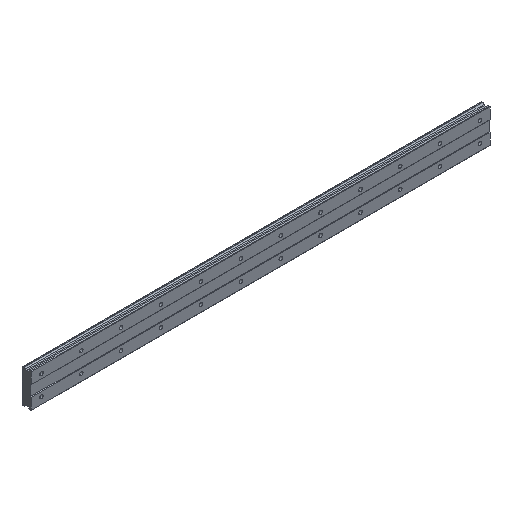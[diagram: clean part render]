
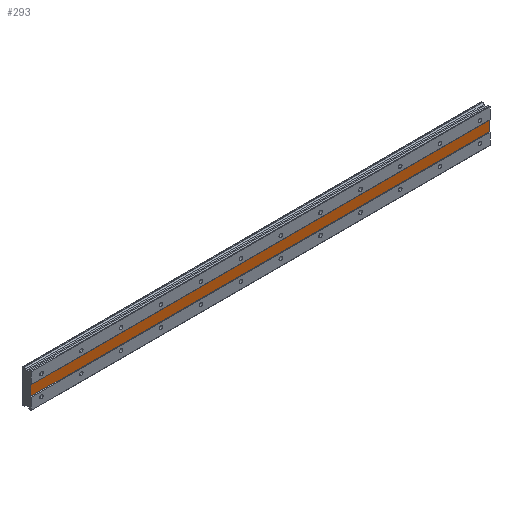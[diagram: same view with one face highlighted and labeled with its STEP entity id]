
A CAD part, isometric view. The second image highlights one B-rep face of the part: STEP entity #293.
In plain terms, the highlighted planar face has unit normal (0, -1, 0).
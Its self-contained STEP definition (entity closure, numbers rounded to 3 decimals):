
#185 = PLANE ( 'NONE',  #2933 ) ;
#194 = LINE ( 'NONE', #4270, #1477 ) ;
#241 = EDGE_CURVE ( 'NONE', #806, #4105, #4085, .T. ) ;
#293 = ADVANCED_FACE ( 'NONE', ( #1920 ), #185, .F. ) ;
#414 = ORIENTED_EDGE ( 'NONE', *, *, #3114, .T. ) ;
#697 = DIRECTION ( 'NONE',  ( -1., 0., 0. ) ) ;
#801 = CARTESIAN_POINT ( 'NONE',  ( 900., 1., -10. ) ) ;
#802 = ORIENTED_EDGE ( 'NONE', *, *, #3729, .T. ) ;
#806 = VERTEX_POINT ( 'NONE', #966 ) ;
#966 = CARTESIAN_POINT ( 'NONE',  ( 900., 1., 10. ) ) ;
#1006 = EDGE_CURVE ( 'NONE', #4105, #3544, #3604, .T. ) ;
#1285 = DIRECTION ( 'NONE',  ( 0., 1., 0. ) ) ;
#1477 = VECTOR ( 'NONE', #3081, 1000. ) ;
#1840 = DIRECTION ( 'NONE',  ( -1., 0., 0. ) ) ;
#1888 = ORIENTED_EDGE ( 'NONE', *, *, #1006, .F. ) ;
#1920 = FACE_OUTER_BOUND ( 'NONE', #4032, .T. ) ;
#1996 = CARTESIAN_POINT ( 'NONE',  ( 900., 1., 10. ) ) ;
#2227 = VECTOR ( 'NONE', #697, 1000. ) ;
#2286 = DIRECTION ( 'NONE',  ( 0., 0., -1. ) ) ;
#2651 = CARTESIAN_POINT ( 'NONE',  ( 900., 1., 10. ) ) ;
#2933 = AXIS2_PLACEMENT_3D ( 'NONE', #1996, #1285, #3461 ) ;
#3081 = DIRECTION ( 'NONE',  ( 0., 0., -1. ) ) ;
#3114 = EDGE_CURVE ( 'NONE', #806, #4692, #4127, .T. ) ;
#3175 = ORIENTED_EDGE ( 'NONE', *, *, #241, .F. ) ;
#3461 = DIRECTION ( 'NONE',  ( 0., 0., 1. ) ) ;
#3506 = CARTESIAN_POINT ( 'NONE',  ( -20., 1., 10. ) ) ;
#3544 = VERTEX_POINT ( 'NONE', #4630 ) ;
#3604 = LINE ( 'NONE', #4759, #2227 ) ;
#3729 = EDGE_CURVE ( 'NONE', #4692, #3544, #194, .T. ) ;
#4032 = EDGE_LOOP ( 'NONE', ( #1888, #3175, #414, #802 ) ) ;
#4085 = LINE ( 'NONE', #4603, #4343 ) ;
#4105 = VERTEX_POINT ( 'NONE', #801 ) ;
#4127 = LINE ( 'NONE', #2651, #4750 ) ;
#4270 = CARTESIAN_POINT ( 'NONE',  ( -20., 1., 34.482 ) ) ;
#4343 = VECTOR ( 'NONE', #2286, 1000. ) ;
#4603 = CARTESIAN_POINT ( 'NONE',  ( 900., 1., 34.482 ) ) ;
#4630 = CARTESIAN_POINT ( 'NONE',  ( -20., 1., -10. ) ) ;
#4692 = VERTEX_POINT ( 'NONE', #3506 ) ;
#4750 = VECTOR ( 'NONE', #1840, 1000. ) ;
#4759 = CARTESIAN_POINT ( 'NONE',  ( 900., 1., -10. ) ) ;
